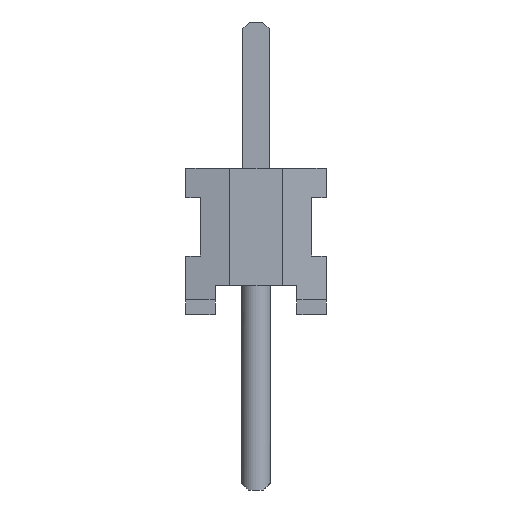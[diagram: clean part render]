
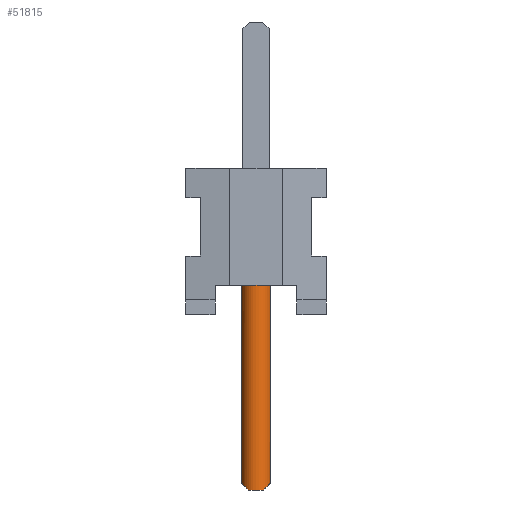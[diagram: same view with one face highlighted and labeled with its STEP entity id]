
A CAD part, left-side view. The second image highlights one B-rep face of the part: STEP entity #51815.
In plain terms, the highlighted cylindrical face has radius 0.254 mm (diameter 0.508 mm), a full revolution.
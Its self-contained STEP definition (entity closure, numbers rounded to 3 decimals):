
#49361 = EDGE_CURVE('',#49362,#49364,#49366,.T.);
#49362 = VERTEX_POINT('',#49363);
#49363 = CARTESIAN_POINT('',(-25.019,0.,1.27));
#49364 = VERTEX_POINT('',#49365);
#49365 = CARTESIAN_POINT('',(-24.545,0.127,1.27));
#49366 = CIRCLE('',#49367,0.254);
#49367 = AXIS2_PLACEMENT_3D('',#49368,#49369,#49370);
#49368 = CARTESIAN_POINT('',(-24.765,0.,1.27));
#49369 = DIRECTION('',(0.,0.,1.));
#49370 = DIRECTION('',(1.,0.,0.));
#49372 = EDGE_CURVE('',#49364,#49362,#49373,.T.);
#49373 = CIRCLE('',#49374,0.254);
#49374 = AXIS2_PLACEMENT_3D('',#49375,#49376,#49377);
#49375 = CARTESIAN_POINT('',(-24.765,0.,1.27));
#49376 = DIRECTION('',(0.,0.,1.));
#49377 = DIRECTION('',(1.,0.,0.));
#51815 = ADVANCED_FACE('',(#51816),#51862,.T.);
#51816 = FACE_BOUND('',#51817,.T.);
#51817 = EDGE_LOOP('',(#51818,#51819,#51826,#51835,#51844,#51853,#51860,
    #51861));
#51818 = ORIENTED_EDGE('',*,*,#49372,.F.);
#51819 = ORIENTED_EDGE('',*,*,#51820,.T.);
#51820 = EDGE_CURVE('',#49364,#51821,#51823,.T.);
#51821 = VERTEX_POINT('',#51822);
#51822 = CARTESIAN_POINT('',(-24.545,0.127,-3.048));
#51823 = B_SPLINE_CURVE_WITH_KNOTS('',1,(#51824,#51825),.UNSPECIFIED.,
  .F.,.F.,(2,2),(0.,4.318),.PIECEWISE_BEZIER_KNOTS.);
#51824 = CARTESIAN_POINT('',(-24.545,0.127,1.27));
#51825 = CARTESIAN_POINT('',(-24.545,0.127,-3.048));
#51826 = ORIENTED_EDGE('',*,*,#51827,.T.);
#51827 = EDGE_CURVE('',#51821,#51828,#51830,.T.);
#51828 = VERTEX_POINT('',#51829);
#51829 = CARTESIAN_POINT('',(-24.985,0.127,-3.048));
#51830 = ELLIPSE('',#51831,0.359,0.254);
#51831 = AXIS2_PLACEMENT_3D('',#51832,#51833,#51834);
#51832 = CARTESIAN_POINT('',(-24.765,0.,-3.175));
#51833 = DIRECTION('',(0.,-0.707,0.707));
#51834 = DIRECTION('',(0.,-0.707,-0.707));
#51835 = ORIENTED_EDGE('',*,*,#51836,.T.);
#51836 = EDGE_CURVE('',#51828,#51837,#51839,.T.);
#51837 = VERTEX_POINT('',#51838);
#51838 = CARTESIAN_POINT('',(-24.985,-0.127,-3.048));
#51839 = CIRCLE('',#51840,0.254);
#51840 = AXIS2_PLACEMENT_3D('',#51841,#51842,#51843);
#51841 = CARTESIAN_POINT('',(-24.765,0.,-3.048));
#51842 = DIRECTION('',(0.,0.,1.));
#51843 = DIRECTION('',(0.,-1.,0.));
#51844 = ORIENTED_EDGE('',*,*,#51845,.T.);
#51845 = EDGE_CURVE('',#51837,#51846,#51848,.T.);
#51846 = VERTEX_POINT('',#51847);
#51847 = CARTESIAN_POINT('',(-24.545,-0.127,-3.048));
#51848 = ELLIPSE('',#51849,0.359,0.254);
#51849 = AXIS2_PLACEMENT_3D('',#51850,#51851,#51852);
#51850 = CARTESIAN_POINT('',(-24.765,0.,-3.175));
#51851 = DIRECTION('',(0.,0.707,0.707));
#51852 = DIRECTION('',(0.,0.707,-0.707));
#51853 = ORIENTED_EDGE('',*,*,#51854,.T.);
#51854 = EDGE_CURVE('',#51846,#51821,#51855,.T.);
#51855 = CIRCLE('',#51856,0.254);
#51856 = AXIS2_PLACEMENT_3D('',#51857,#51858,#51859);
#51857 = CARTESIAN_POINT('',(-24.765,0.,-3.048));
#51858 = DIRECTION('',(0.,0.,1.));
#51859 = DIRECTION('',(0.,-1.,0.));
#51860 = ORIENTED_EDGE('',*,*,#51820,.F.);
#51861 = ORIENTED_EDGE('',*,*,#49361,.F.);
#51862 = CYLINDRICAL_SURFACE('',#51863,0.254);
#51863 = AXIS2_PLACEMENT_3D('',#51864,#51865,#51866);
#51864 = CARTESIAN_POINT('',(-24.765,0.,1.27));
#51865 = DIRECTION('',(0.,0.,-1.));
#51866 = DIRECTION('',(0.,1.,0.));
